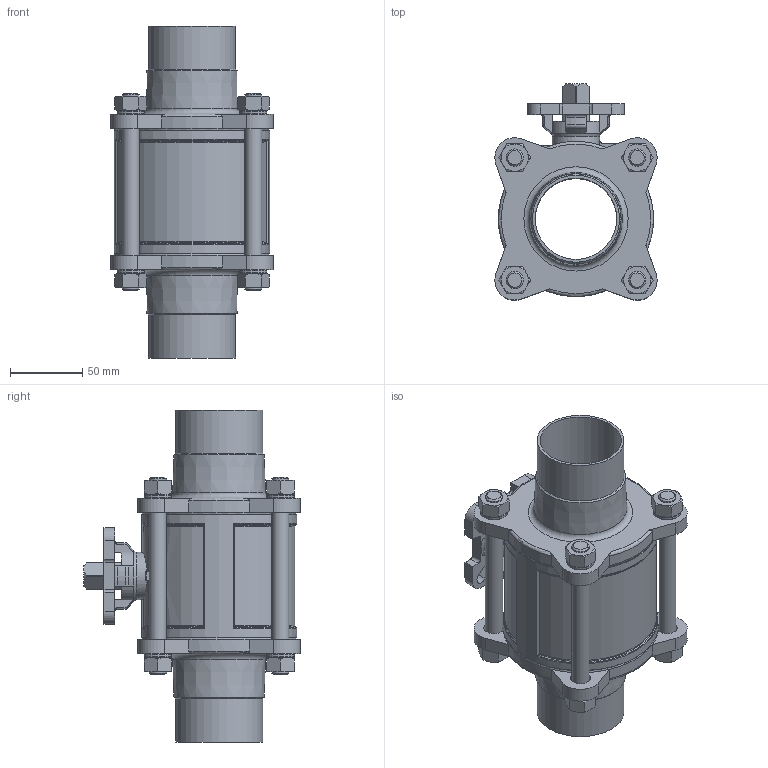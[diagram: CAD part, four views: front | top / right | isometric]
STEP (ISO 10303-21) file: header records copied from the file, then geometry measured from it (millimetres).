
FILE_DESCRIPTION(/* description */ ('STEP AP214'),/* implementation_level */ '2;1');
FILE_NAME(/* name */ '4783600_VZBD-2-W3-16-T-2-F0507-V14V14',/* time_stamp */ '2024-09-18T01:26:43+02:00',/* author */ ('License CC BY-ND 4.0'),/* organization */ ('CADENAS'),/* preprocessor_version */ 'ST-DEVELOPER v19.3',/* originating_system */ 'PARTsolutions',/* authorisation */ ' ');
FILE_SCHEMA (('AUTOMOTIVE_DESIGN {1 0 10303 214 3 1 1}'));
Length unit declared in the file: millimetre
Products named in the file (1): 4783600 VZBD-2-W3-16-T-2-F0507-V14V14
Bounding box: 112.45 x 149.98 x 230 mm (x, y, z)
Volume: 906292.9 mm3; surface area: 165864.7 mm2
Topology: 1 solids, 1 shells, 433 faces, 1068 edges, 661 vertices
Faces by surface type: plane 172, cone 122, cylinder 86, torus 53
Full cylindrical faces by diameter (mm): 4.917 x1, 12 x12, 14 x9, 19 x8, 25 x1, 33 x1, 36 x1, 56.3 x1, 60.3 x2, 107.5 x1
Entity records: 12584 total; most frequent: CARTESIAN_POINT 2987, DIRECTION 1942, ORIENTED_EDGE 1940, EDGE_CURVE 970, AXIS2_PLACEMENT_3D 830, VERTEX_POINT 637, EDGE_LOOP 563, FACE_BOUND 563
